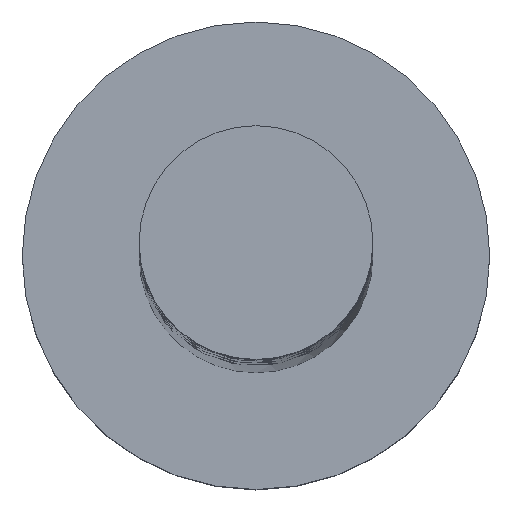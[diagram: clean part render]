
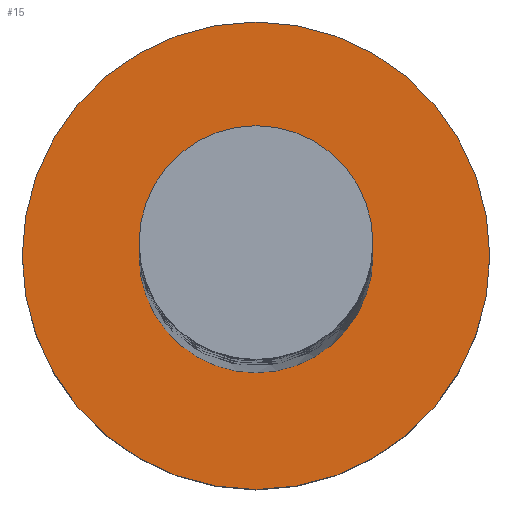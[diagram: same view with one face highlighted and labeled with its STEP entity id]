
A CAD part, top view. The second image highlights one B-rep face of the part: STEP entity #15.
In plain terms, the highlighted planar face has unit normal (0, 0, 1).
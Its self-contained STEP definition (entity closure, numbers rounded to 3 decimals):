
#10 = CARTESIAN_POINT ( 'NONE',  ( 0., 0., 3. ) ) ;
#15 = ADVANCED_FACE ( 'NONE', ( #188, #194 ), #739, .T. ) ;
#150 = CARTESIAN_POINT ( 'NONE',  ( 0., 0., 3. ) ) ;
#188 = FACE_BOUND ( 'NONE', #985, .T. ) ;
#189 = ORIENTED_EDGE ( 'NONE', *, *, #671, .F. ) ;
#194 = FACE_OUTER_BOUND ( 'NONE', #909, .T. ) ;
#298 = CIRCLE ( 'NONE', #1037, 1.5 ) ;
#345 = EDGE_CURVE ( 'NONE', #479, #1211, #1348, .T. ) ;
#440 = CARTESIAN_POINT ( 'NONE',  ( -3., 0., 3. ) ) ;
#458 = VERTEX_POINT ( 'NONE', #1262 ) ;
#479 = VERTEX_POINT ( 'NONE', #440 ) ;
#495 = DIRECTION ( 'NONE',  ( 1., 0., 0. ) ) ;
#547 = AXIS2_PLACEMENT_3D ( 'NONE', #150, #1425, #1063 ) ;
#559 = VERTEX_POINT ( 'NONE', #1367 ) ;
#641 = AXIS2_PLACEMENT_3D ( 'NONE', #666, #866, #1014 ) ;
#666 = CARTESIAN_POINT ( 'NONE',  ( 0., 0., 3. ) ) ;
#671 = EDGE_CURVE ( 'NONE', #559, #458, #1468, .T. ) ;
#720 = DIRECTION ( 'NONE',  ( 0., 0., 1. ) ) ;
#736 = CARTESIAN_POINT ( 'NONE',  ( 3., 0., 3. ) ) ;
#739 = PLANE ( 'NONE',  #1232 ) ;
#866 = DIRECTION ( 'NONE',  ( 0., 0., 1. ) ) ;
#888 = DIRECTION ( 'NONE',  ( 1., 0., 0. ) ) ;
#909 = EDGE_LOOP ( 'NONE', ( #1077, #1226 ) ) ;
#935 = CARTESIAN_POINT ( 'NONE',  ( 0., 0., 3. ) ) ;
#985 = EDGE_LOOP ( 'NONE', ( #1403, #189 ) ) ;
#1014 = DIRECTION ( 'NONE',  ( 1., 0., 0. ) ) ;
#1037 = AXIS2_PLACEMENT_3D ( 'NONE', #10, #1261, #888 ) ;
#1063 = DIRECTION ( 'NONE',  ( 1., 0., 0. ) ) ;
#1077 = ORIENTED_EDGE ( 'NONE', *, *, #345, .T. ) ;
#1080 = CARTESIAN_POINT ( 'NONE',  ( 0., 0., 3. ) ) ;
#1211 = VERTEX_POINT ( 'NONE', #736 ) ;
#1218 = EDGE_CURVE ( 'NONE', #1211, #479, #1309, .T. ) ;
#1221 = AXIS2_PLACEMENT_3D ( 'NONE', #935, #720, #1420 ) ;
#1226 = ORIENTED_EDGE ( 'NONE', *, *, #1218, .T. ) ;
#1232 = AXIS2_PLACEMENT_3D ( 'NONE', #1080, #1442, #495 ) ;
#1261 = DIRECTION ( 'NONE',  ( 0., 0., 1. ) ) ;
#1262 = CARTESIAN_POINT ( 'NONE',  ( -1.5, 0., 3. ) ) ;
#1291 = EDGE_CURVE ( 'NONE', #458, #559, #298, .T. ) ;
#1309 = CIRCLE ( 'NONE', #1221, 3. ) ;
#1348 = CIRCLE ( 'NONE', #641, 3. ) ;
#1367 = CARTESIAN_POINT ( 'NONE',  ( 1.5, 0., 3. ) ) ;
#1403 = ORIENTED_EDGE ( 'NONE', *, *, #1291, .F. ) ;
#1420 = DIRECTION ( 'NONE',  ( 1., 0., 0. ) ) ;
#1425 = DIRECTION ( 'NONE',  ( 0., 0., 1. ) ) ;
#1442 = DIRECTION ( 'NONE',  ( 0., 0., 1. ) ) ;
#1468 = CIRCLE ( 'NONE', #547, 1.5 ) ;
